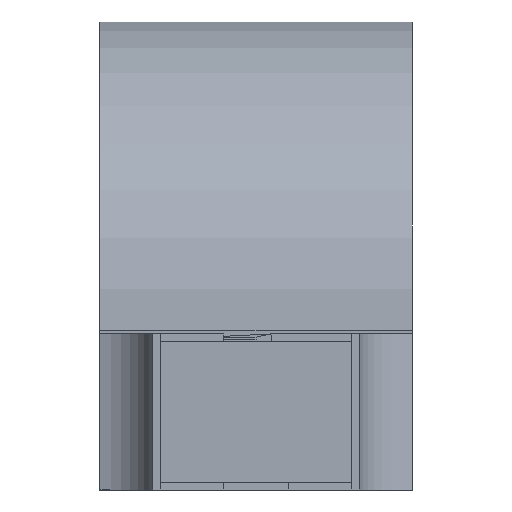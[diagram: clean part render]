
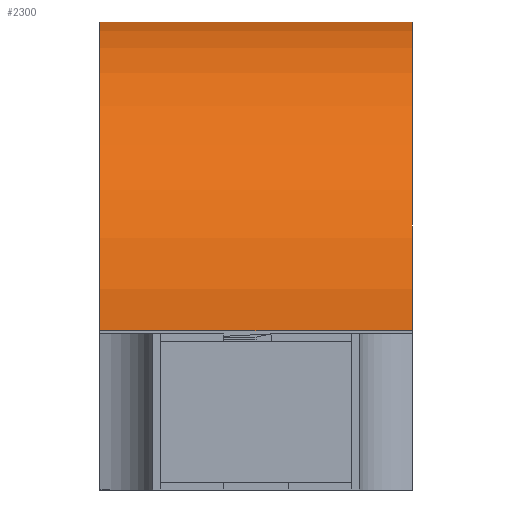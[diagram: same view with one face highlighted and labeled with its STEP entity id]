
A CAD part, left-side view. The second image highlights one B-rep face of the part: STEP entity #2300.
In plain terms, the highlighted cylindrical face has radius 1.003 mm (diameter 2.005 mm), a partial arc.
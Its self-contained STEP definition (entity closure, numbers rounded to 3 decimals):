
#1331 = EDGE_LOOP ( 'NONE', ( #2799, #2801, #2800, #2802 ) ) ;
#1586 = AXIS2_PLACEMENT_3D ( 'NONE', #4874, #4875, #4876 ) ;
#1697 = FACE_OUTER_BOUND ( 'NONE', #1331, .T. ) ;
#1703 = CYLINDRICAL_SURFACE ( 'NONE', #1586, 1.003 ) ;
#1912 = AXIS2_PLACEMENT_3D ( 'NONE', #5395, #5447, #5448 ) ;
#1922 = AXIS2_PLACEMENT_3D ( 'NONE', #5449, #5456, #5457 ) ;
#1923 = VECTOR ( 'NONE', #5452, 1000. ) ;
#1924 = VECTOR ( 'NONE', #5455, 1000. ) ;
#2300 = ADVANCED_FACE ( 'NONE', ( #1697 ), #1703, .T. ) ;
#2420 = EDGE_CURVE ( 'NONE', #2852, #2851, #4164, .T. ) ;
#2421 = EDGE_CURVE ( 'NONE', #2850, #2851, #5450, .T. ) ;
#2422 = EDGE_CURVE ( 'NONE', #2852, #2853, #5453, .T. ) ;
#2423 = EDGE_CURVE ( 'NONE', #2850, #2853, #4151, .T. ) ;
#2799 = ORIENTED_EDGE ( 'NONE', *, *, #2421, .T. ) ;
#2800 = ORIENTED_EDGE ( 'NONE', *, *, #2422, .T. ) ;
#2801 = ORIENTED_EDGE ( 'NONE', *, *, #2420, .F. ) ;
#2802 = ORIENTED_EDGE ( 'NONE', *, *, #2423, .F. ) ;
#2850 = VERTEX_POINT ( 'NONE', #6808 ) ;
#2851 = VERTEX_POINT ( 'NONE', #6809 ) ;
#2852 = VERTEX_POINT ( 'NONE', #6810 ) ;
#2853 = VERTEX_POINT ( 'NONE', #6811 ) ;
#4151 = CIRCLE ( 'NONE', #1922, 1.003 ) ;
#4164 = CIRCLE ( 'NONE', #1912, 1.003 ) ;
#4874 = CARTESIAN_POINT ( 'NONE',  ( -280.098, -350.877, 0.475 ) ) ;
#4875 = DIRECTION ( 'NONE',  ( 0., -1., 0. ) ) ;
#4876 = DIRECTION ( 'NONE',  ( 0., 0., -1. ) ) ;
#5395 = CARTESIAN_POINT ( 'NONE',  ( -280.098, -351.877, 0.475 ) ) ;
#5447 = DIRECTION ( 'NONE',  ( 0., -1., 0. ) ) ;
#5448 = DIRECTION ( 'NONE',  ( 0., 0., -1. ) ) ;
#5449 = CARTESIAN_POINT ( 'NONE',  ( -280.098, -350.877, 0.475 ) ) ;
#5450 = LINE ( 'NONE', #5451, #1923 ) ;
#5451 = CARTESIAN_POINT ( 'NONE',  ( -281.101, -351.377, 0.45 ) ) ;
#5452 = DIRECTION ( 'NONE',  ( 0., -1., 0. ) ) ;
#5453 = LINE ( 'NONE', #5454, #1924 ) ;
#5454 = CARTESIAN_POINT ( 'NONE',  ( -279.096, -351.377, 0.45 ) ) ;
#5455 = DIRECTION ( 'NONE',  ( 0., 1., 0. ) ) ;
#5456 = DIRECTION ( 'NONE',  ( 0., 1., 0. ) ) ;
#5457 = DIRECTION ( 'NONE',  ( 0., 0., -1. ) ) ;
#6808 = CARTESIAN_POINT ( 'NONE',  ( -281.101, -350.877, 0.45 ) ) ;
#6809 = CARTESIAN_POINT ( 'NONE',  ( -281.101, -351.877, 0.45 ) ) ;
#6810 = CARTESIAN_POINT ( 'NONE',  ( -279.096, -351.877, 0.45 ) ) ;
#6811 = CARTESIAN_POINT ( 'NONE',  ( -279.096, -350.877, 0.45 ) ) ;
